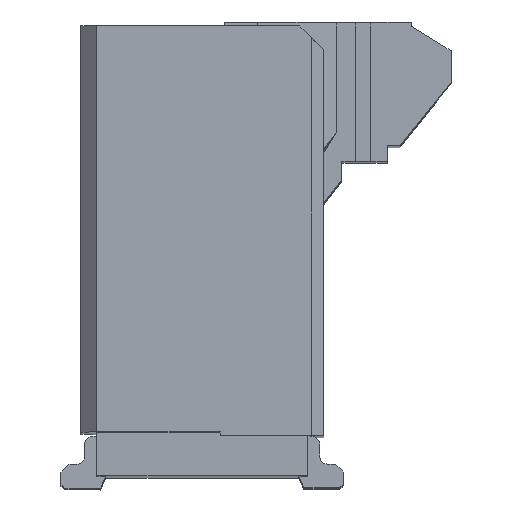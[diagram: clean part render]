
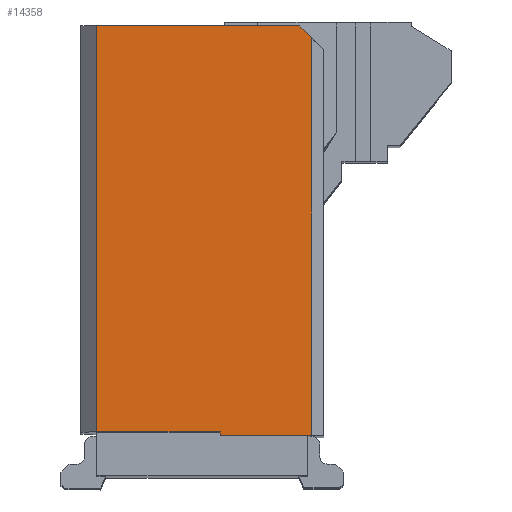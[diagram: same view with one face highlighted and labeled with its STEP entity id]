
A CAD part, top view. The second image highlights one B-rep face of the part: STEP entity #14358.
In plain terms, the highlighted planar face has unit normal (0, 0, 1).
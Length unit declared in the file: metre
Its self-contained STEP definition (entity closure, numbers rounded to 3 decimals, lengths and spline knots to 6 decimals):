
#4280=ORIENTED_EDGE('',*,*,#6313,.F.);
#4281=ORIENTED_EDGE('',*,*,#5347,.F.);
#4282=ORIENTED_EDGE('',*,*,#4583,.F.);
#4283=ORIENTED_EDGE('',*,*,#6516,.F.);
#4284=ORIENTED_EDGE('',*,*,#6315,.F.);
#4285=ORIENTED_EDGE('',*,*,#6186,.T.);
#4286=ORIENTED_EDGE('',*,*,#6638,.T.);
#4583=EDGE_CURVE('',#6694,#6695,#8092,.T.);
#5347=EDGE_CURVE('',#6695,#7291,#8764,.T.);
#6186=EDGE_CURVE('',#7856,#7857,#9552,.T.);
#6313=EDGE_CURVE('',#7291,#7928,#9651,.T.);
#6315=EDGE_CURVE('',#7856,#7929,#9653,.T.);
#6516=EDGE_CURVE('',#7929,#6694,#9835,.T.);
#6638=EDGE_CURVE('',#7857,#7928,#9952,.T.);
#6694=VERTEX_POINT('',#19020);
#6695=VERTEX_POINT('',#19022);
#7291=VERTEX_POINT('',#20610);
#7856=VERTEX_POINT('',#22208);
#7857=VERTEX_POINT('',#22210);
#7928=VERTEX_POINT('',#22457);
#7929=VERTEX_POINT('',#22461);
#8092=LINE('',#19021,#10001);
#8764=LINE('',#20609,#10673);
#9552=LINE('',#22211,#11461);
#9651=LINE('',#22456,#11560);
#9653=LINE('',#22460,#11562);
#9835=LINE('',#22839,#11744);
#9952=LINE('',#23094,#11861);
#10001=VECTOR('',#15433,1.);
#10673=VECTOR('',#16705,1.);
#11461=VECTOR('',#17931,1.);
#11560=VECTOR('',#18182,1.);
#11562=VECTOR('',#18186,1.);
#11744=VECTOR('',#18572,1.);
#11861=VECTOR('',#18863,1.);
#12509=EDGE_LOOP('',(#4280,#4281,#4282,#4283,#4284,#4285,#4286));
#13156=FACE_BOUND('',#12509,.T.);
#13712=PLANE('',#15377);
#14358=ADVANCED_FACE('',(#13156),#13712,.T.);
#15377=AXIS2_PLACEMENT_3D('',#23122,#18899,#18900);
#15433=DIRECTION('',(1.,0.,0.));
#16705=DIRECTION('',(0.707,-0.707,0.));
#17931=DIRECTION('',(0.,-1.,0.));
#18182=DIRECTION('',(0.,-1.,0.));
#18186=DIRECTION('',(-1.,0.,0.));
#18572=DIRECTION('',(0.,1.,0.));
#18863=DIRECTION('',(1.,0.,0.));
#18899=DIRECTION('',(0.,0.,1.));
#18900=DIRECTION('',(1.,0.,0.));
#19020=CARTESIAN_POINT('',(0.016368,0.004078,0.038895));
#19021=CARTESIAN_POINT('',(0.006,0.004078,0.038895));
#19022=CARTESIAN_POINT('',(0.018918,0.004078,0.038895));
#20609=CARTESIAN_POINT('',(0.030996,-0.008,0.038895));
#20610=CARTESIAN_POINT('',(0.019068,0.003928,0.038895));
#22208=CARTESIAN_POINT('',(0.017918,-0.001022,0.038895));
#22210=CARTESIAN_POINT('',(0.017918,-0.001065,0.038895));
#22211=CARTESIAN_POINT('',(0.017918,-0.008,0.038895));
#22456=CARTESIAN_POINT('',(0.019068,0.001353,0.038895));
#22457=CARTESIAN_POINT('',(0.019068,-0.001062,0.038895));
#22460=CARTESIAN_POINT('',(0.006,-0.001022,0.038895));
#22461=CARTESIAN_POINT('',(0.016368,-0.001022,0.038895));
#22839=CARTESIAN_POINT('',(0.016368,0.001528,0.038895));
#23094=CARTESIAN_POINT('',(0.017918,-0.001062,0.038895));
#23122=CARTESIAN_POINT('',(0.017918,-0.001022,0.038895));
